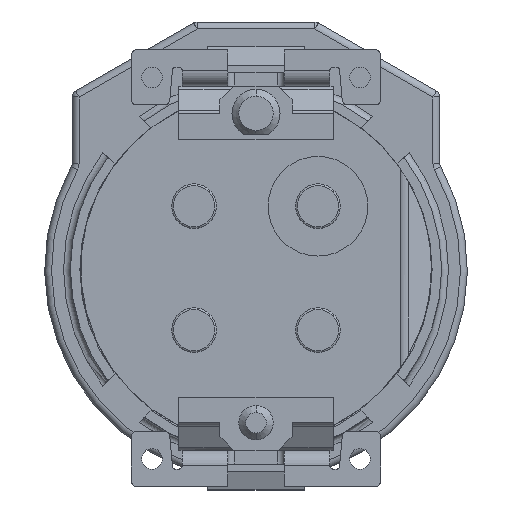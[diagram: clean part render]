
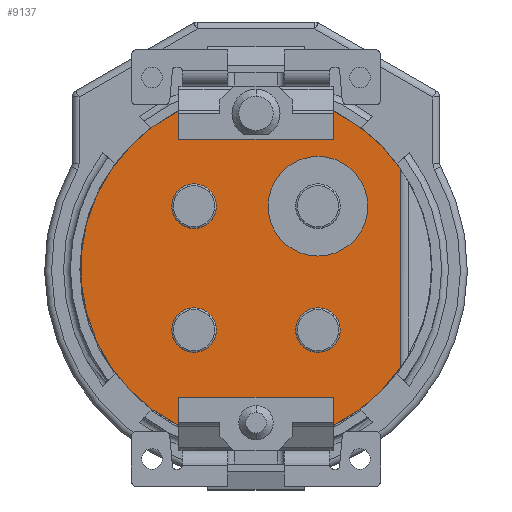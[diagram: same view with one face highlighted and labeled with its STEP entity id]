
A CAD part, top view. The second image highlights one B-rep face of the part: STEP entity #9137.
In plain terms, the highlighted planar face has unit normal (0, 0, 1).
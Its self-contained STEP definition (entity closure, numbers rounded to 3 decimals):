
#13=DIRECTION('',(0.,1.,0.));
#14=VECTOR('',#13,5.786);
#15=CARTESIAN_POINT('',(4.2,-2.893,-1.2));
#16=LINE('',#15,#14);
#17=DIRECTION('',(0.,1.,0.));
#18=VECTOR('',#17,0.827);
#19=CARTESIAN_POINT('',(2.25,-4.577,-1.2));
#20=LINE('',#19,#18);
#21=DIRECTION('',(-1.,0.,0.));
#22=VECTOR('',#21,4.5);
#23=CARTESIAN_POINT('',(2.25,-3.75,-1.2));
#24=LINE('',#23,#22);
#25=DIRECTION('',(0.,-1.,0.));
#26=VECTOR('',#25,0.827);
#27=CARTESIAN_POINT('',(-2.25,-3.75,-1.2));
#28=LINE('',#27,#26);
#29=DIRECTION('',(0.,-1.,0.));
#30=VECTOR('',#29,0.827);
#31=CARTESIAN_POINT('',(-2.25,4.577,-1.2));
#32=LINE('',#31,#30);
#33=DIRECTION('',(1.,0.,0.));
#34=VECTOR('',#33,4.5);
#35=CARTESIAN_POINT('',(-2.25,3.75,-1.2));
#36=LINE('',#35,#34);
#37=DIRECTION('',(0.,1.,0.));
#38=VECTOR('',#37,0.827);
#39=CARTESIAN_POINT('',(2.25,3.75,-1.2));
#40=LINE('',#39,#38);
#41=CARTESIAN_POINT('',(1.803,1.803,-1.2));
#42=DIRECTION('',(0.,0.,1.));
#43=DIRECTION('',(0.,1.,0.));
#44=AXIS2_PLACEMENT_3D('',#41,#42,#43);
#46=CARTESIAN_POINT('',(1.803,1.803,-1.2));
#47=DIRECTION('',(0.,0.,1.));
#48=DIRECTION('',(0.,-1.,0.));
#49=AXIS2_PLACEMENT_3D('',#46,#47,#48);
#51=CARTESIAN_POINT('',(1.803,-1.803,-1.2));
#52=DIRECTION('',(0.,0.,-1.));
#53=DIRECTION('',(-0.707,-0.707,0.));
#54=AXIS2_PLACEMENT_3D('',#51,#52,#53);
#56=CARTESIAN_POINT('',(1.803,-1.803,-1.2));
#57=DIRECTION('',(0.,0.,-1.));
#58=DIRECTION('',(0.707,0.707,0.));
#59=AXIS2_PLACEMENT_3D('',#56,#57,#58);
#61=CARTESIAN_POINT('',(-1.803,-1.803,-1.2));
#62=DIRECTION('',(0.,0.,-1.));
#63=DIRECTION('',(-0.707,-0.707,0.));
#64=AXIS2_PLACEMENT_3D('',#61,#62,#63);
#66=CARTESIAN_POINT('',(-1.803,-1.803,-1.2));
#67=DIRECTION('',(0.,0.,-1.));
#68=DIRECTION('',(0.707,0.707,0.));
#69=AXIS2_PLACEMENT_3D('',#66,#67,#68);
#71=CARTESIAN_POINT('',(-1.803,1.803,-1.2));
#72=DIRECTION('',(0.,0.,-1.));
#73=DIRECTION('',(-0.707,-0.707,0.));
#74=AXIS2_PLACEMENT_3D('',#71,#72,#73);
#76=CARTESIAN_POINT('',(-1.803,1.803,-1.2));
#77=DIRECTION('',(0.,0.,-1.));
#78=DIRECTION('',(0.707,0.707,0.));
#79=AXIS2_PLACEMENT_3D('',#76,#77,#78);
#111=CARTESIAN_POINT('',(0.,0.,-1.2));
#112=DIRECTION('',(0.,0.,1.));
#113=DIRECTION('',(0.824,0.567,0.));
#114=AXIS2_PLACEMENT_3D('',#111,#112,#113);
#180=CARTESIAN_POINT('',(0.,0.,-1.2));
#181=DIRECTION('',(0.,0.,1.));
#182=DIRECTION('',(0.441,-0.897,0.));
#183=AXIS2_PLACEMENT_3D('',#180,#181,#182);
#401=CARTESIAN_POINT('',(0.,0.,-1.2));
#402=DIRECTION('',(0.,0.,-1.));
#403=DIRECTION('',(-0.441,-0.897,0.));
#404=AXIS2_PLACEMENT_3D('',#401,#402,#403);
#7141=CARTESIAN_POINT('',(2.25,-3.75,-1.2));
#7142=CARTESIAN_POINT('',(-2.25,-3.75,-1.2));
#7143=VERTEX_POINT('',#7141);
#7144=VERTEX_POINT('',#7142);
#7145=CARTESIAN_POINT('',(-2.25,-4.577,-1.2));
#7146=VERTEX_POINT('',#7145);
#7147=CARTESIAN_POINT('',(2.25,-4.577,-1.2));
#7148=VERTEX_POINT('',#7147);
#7149=CARTESIAN_POINT('',(2.25,3.75,-1.2));
#7150=CARTESIAN_POINT('',(2.25,4.577,-1.2));
#7151=VERTEX_POINT('',#7149);
#7152=VERTEX_POINT('',#7150);
#7153=CARTESIAN_POINT('',(-2.25,4.577,-1.2));
#7154=CARTESIAN_POINT('',(-2.25,3.75,-1.2));
#7155=VERTEX_POINT('',#7153);
#7156=VERTEX_POINT('',#7154);
#8053=CARTESIAN_POINT('',(4.2,-2.893,-1.2));
#8054=CARTESIAN_POINT('',(4.2,2.893,-1.2));
#8055=VERTEX_POINT('',#8053);
#8056=VERTEX_POINT('',#8054);
#8161=CARTESIAN_POINT('',(1.803,3.253,-1.2));
#8162=CARTESIAN_POINT('',(1.803,0.353,-1.2));
#8163=VERTEX_POINT('',#8161);
#8164=VERTEX_POINT('',#8162);
#8998=CARTESIAN_POINT('',(1.379,-2.227,-1.2));
#8999=CARTESIAN_POINT('',(2.227,-1.379,-1.2));
#9000=VERTEX_POINT('',#8998);
#9001=VERTEX_POINT('',#8999);
#9038=CARTESIAN_POINT('',(-2.227,-2.227,-1.2));
#9039=CARTESIAN_POINT('',(-1.379,-1.379,-1.2));
#9040=VERTEX_POINT('',#9038);
#9041=VERTEX_POINT('',#9039);
#9078=CARTESIAN_POINT('',(-2.227,1.379,-1.2));
#9079=CARTESIAN_POINT('',(-1.379,2.227,-1.2));
#9080=VERTEX_POINT('',#9078);
#9081=VERTEX_POINT('',#9079);
#9086=CARTESIAN_POINT('',(0.,0.,-1.2));
#9087=DIRECTION('',(0.,0.,1.));
#9088=DIRECTION('',(0.,1.,0.));
#9089=AXIS2_PLACEMENT_3D('',#9086,#9087,#9088);
#9090=PLANE('',#9089);
#9092=ORIENTED_EDGE('',*,*,#9091,.F.);
#9094=ORIENTED_EDGE('',*,*,#9093,.F.);
#9096=ORIENTED_EDGE('',*,*,#9095,.T.);
#9098=ORIENTED_EDGE('',*,*,#9097,.T.);
#9100=ORIENTED_EDGE('',*,*,#9099,.T.);
#9102=ORIENTED_EDGE('',*,*,#9101,.T.);
#9104=ORIENTED_EDGE('',*,*,#9103,.T.);
#9106=ORIENTED_EDGE('',*,*,#9105,.T.);
#9108=ORIENTED_EDGE('',*,*,#9107,.T.);
#9110=ORIENTED_EDGE('',*,*,#9109,.F.);
#9111=EDGE_LOOP('',(#9092,#9094,#9096,#9098,#9100,#9102,#9104,#9106,#9108,
#9110));
#9112=FACE_OUTER_BOUND('',#9111,.F.);
#9114=ORIENTED_EDGE('',*,*,#9113,.T.);
#9116=ORIENTED_EDGE('',*,*,#9115,.T.);
#9117=EDGE_LOOP('',(#9114,#9116));
#9118=FACE_BOUND('',#9117,.F.);
#9120=ORIENTED_EDGE('',*,*,#9119,.F.);
#9122=ORIENTED_EDGE('',*,*,#9121,.F.);
#9123=EDGE_LOOP('',(#9120,#9122));
#9124=FACE_BOUND('',#9123,.F.);
#9126=ORIENTED_EDGE('',*,*,#9125,.F.);
#9128=ORIENTED_EDGE('',*,*,#9127,.F.);
#9129=EDGE_LOOP('',(#9126,#9128));
#9130=FACE_BOUND('',#9129,.F.);
#9132=ORIENTED_EDGE('',*,*,#9131,.F.);
#9134=ORIENTED_EDGE('',*,*,#9133,.F.);
#9135=EDGE_LOOP('',(#9132,#9134));
#9136=FACE_BOUND('',#9135,.F.);
#45=CIRCLE('',#44,1.45);
#50=CIRCLE('',#49,1.45);
#55=CIRCLE('',#54,0.6);
#60=CIRCLE('',#59,0.6);
#65=CIRCLE('',#64,0.6);
#70=CIRCLE('',#69,0.6);
#75=CIRCLE('',#74,0.6);
#80=CIRCLE('',#79,0.6);
#115=CIRCLE('',#114,5.1);
#184=CIRCLE('',#183,5.1);
#405=CIRCLE('',#404,5.1);
#9091=EDGE_CURVE('',#8055,#8056,#16,.T.);
#9093=EDGE_CURVE('',#7148,#8055,#184,.T.);
#9095=EDGE_CURVE('',#7148,#7143,#20,.T.);
#9097=EDGE_CURVE('',#7143,#7144,#24,.T.);
#9099=EDGE_CURVE('',#7144,#7146,#28,.T.);
#9101=EDGE_CURVE('',#7146,#7155,#405,.T.);
#9103=EDGE_CURVE('',#7155,#7156,#32,.T.);
#9105=EDGE_CURVE('',#7156,#7151,#36,.T.);
#9107=EDGE_CURVE('',#7151,#7152,#40,.T.);
#9109=EDGE_CURVE('',#8056,#7152,#115,.T.);
#9113=EDGE_CURVE('',#8163,#8164,#45,.T.);
#9115=EDGE_CURVE('',#8164,#8163,#50,.T.);
#9119=EDGE_CURVE('',#9000,#9001,#55,.T.);
#9121=EDGE_CURVE('',#9001,#9000,#60,.T.);
#9125=EDGE_CURVE('',#9040,#9041,#65,.T.);
#9127=EDGE_CURVE('',#9041,#9040,#70,.T.);
#9131=EDGE_CURVE('',#9080,#9081,#75,.T.);
#9133=EDGE_CURVE('',#9081,#9080,#80,.T.);
#9137=ADVANCED_FACE('',(#9112,#9118,#9124,#9130,#9136),#9090,.T.);
